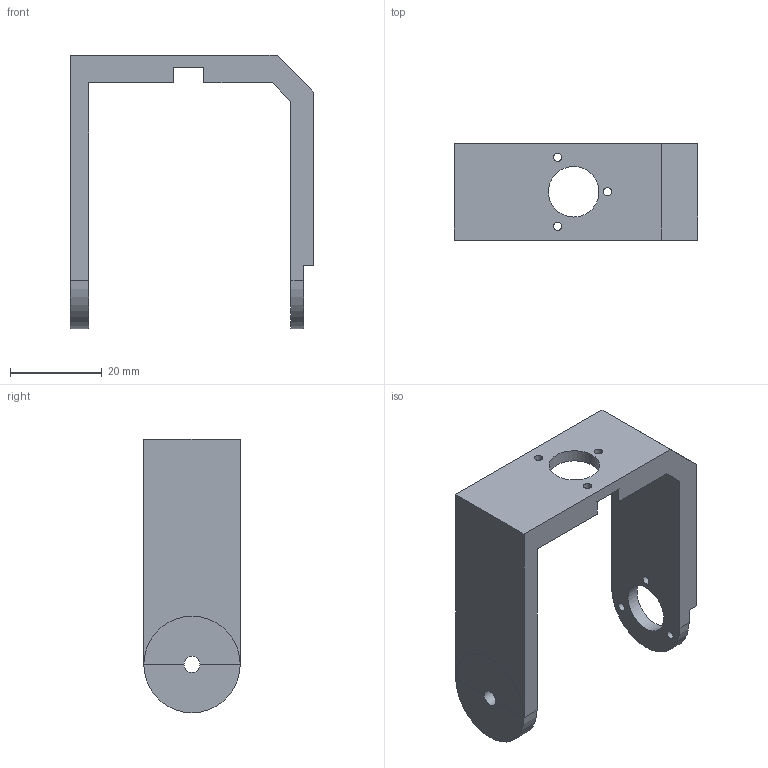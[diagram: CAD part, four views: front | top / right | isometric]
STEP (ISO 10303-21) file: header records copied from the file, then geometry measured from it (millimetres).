
FILE_DESCRIPTION((''),'2;1');
FILE_NAME('leg.step','2015-04-04T16:42:07',('Usuario'),(''),'Autodesk Inventor 2013','Autodesk Inventor 2013','');
FILE_SCHEMA(('AUTOMOTIVE_DESIGN { 1 0 10303 214 1 1 1 1 }'));
Length unit declared in the file: millimetre
Products named in the file (1): leg
Bounding box: 53 x 21 x 59.5 mm (x, y, z)
Volume: 13222.2 mm3; surface area: 8117.7 mm2
Topology: 1 solids, 1 shells, 29 faces, 80 edges, 52 vertices
Faces by surface type: plane 15, cylinder 14
Full cylindrical faces by diameter (mm): 1.8 x6, 3.5 x1, 11 x2
Entity records: 947 total; most frequent: DIRECTION 160, CARTESIAN_POINT 151, ORIENTED_EDGE 140, EDGE_CURVE 70, AXIS2_PLACEMENT_3D 60, EDGE_LOOP 55, VERTEX_POINT 51, VECTOR 40
